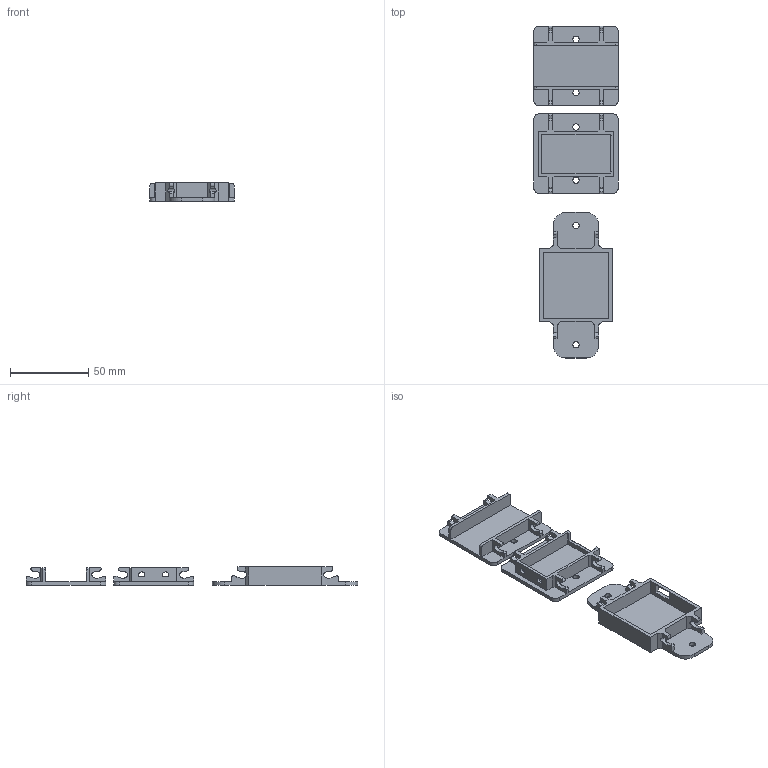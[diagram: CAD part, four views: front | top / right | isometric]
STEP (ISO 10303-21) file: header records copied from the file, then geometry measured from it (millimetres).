
FILE_DESCRIPTION(/* description */ (''),/* implementation_level */ '2;1');
FILE_NAME(/* name */ 'Dronesupports v2.stp',/* time_stamp */ '2023-01-01T15:19:24+01:00',/* author */ (''),/* organization */ (''),/* preprocessor_version */ 'ST-DEVELOPER v19.2',/* originating_system */ 'Autodesk Translation Framework v11.17.0.187',/* authorisation */ '');
FILE_SCHEMA (('AUTOMOTIVE_DESIGN { 1 0 10303 214 3 1 1 }'));
Length unit declared in the file: millimetre
Products named in the file (4): Drone_supports; naze32 support; receiver_holder; sbec_holder
Assembly tree (3 placements, depth 2):
  Drone_supports
    naze32 support
    receiver_holder
    sbec_holder
Bounding box: 54 x 212 x 12 mm (x, y, z)
Volume: 30621.1 mm3; surface area: 28725.3 mm2
Topology: 3 solids, 3 shells, 183 faces, 528 edges, 352 vertices
Faces by surface type: plane 129, bspline 30, cylinder 24
Full cylindrical faces by diameter (mm): 4 x6
Entity records: 8419 total; most frequent: CARTESIAN_POINT 3756, ORIENTED_EDGE 1056, DIRECTION 784, EDGE_CURVE 528, LINE 368, VECTOR 368, VERTEX_POINT 352, AXIS2_PLACEMENT_3D 208
